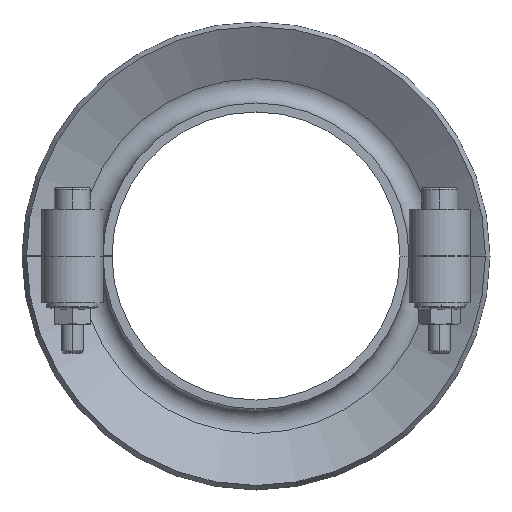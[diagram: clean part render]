
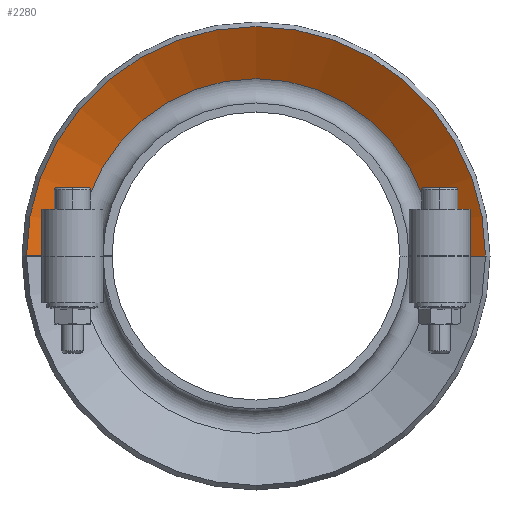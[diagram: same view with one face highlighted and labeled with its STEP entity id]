
A CAD part, left-side view. The second image highlights one B-rep face of the part: STEP entity #2280.
In plain terms, the highlighted conical face has half-angle 60 degrees and reference radius 63.75 mm.
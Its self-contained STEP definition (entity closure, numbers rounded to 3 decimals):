
#37 = CARTESIAN_POINT ( 'NONE',  ( 10.897, 0., 0. ) ) ;
#48 = EDGE_CURVE ( 'NONE', #2205, #2087, #2015, .T. ) ;
#497 = CIRCLE ( 'NONE', #6017, 63.75 ) ;
#511 = CONICAL_SURFACE ( 'NONE', #3061, 63.75, 1.047 ) ;
#631 = EDGE_CURVE ( 'NONE', #4252, #2205, #7370, .T. ) ;
#965 = CARTESIAN_POINT ( 'NONE',  ( 2.526, 0., 0. ) ) ;
#993 = CARTESIAN_POINT ( 'NONE',  ( 10.897, -49.25, 0. ) ) ;
#1249 = ORIENTED_EDGE ( 'NONE', *, *, #1341, .T. ) ;
#1341 = EDGE_CURVE ( 'NONE', #4252, #7818, #497, .T. ) ;
#1645 = AXIS2_PLACEMENT_3D ( 'NONE', #37, #6100, #2522 ) ;
#1682 = ORIENTED_EDGE ( 'NONE', *, *, #48, .F. ) ;
#1863 = CARTESIAN_POINT ( 'NONE',  ( 10.897, -49.25, 0. ) ) ;
#2015 = CIRCLE ( 'NONE', #1645, 49.25 ) ;
#2087 = VERTEX_POINT ( 'NONE', #4089 ) ;
#2205 = VERTEX_POINT ( 'NONE', #993 ) ;
#2280 = ADVANCED_FACE ( 'NONE', ( #2494 ), #511, .F. ) ;
#2460 = EDGE_LOOP ( 'NONE', ( #1682, #3359, #1249, #3312 ) ) ;
#2494 = FACE_OUTER_BOUND ( 'NONE', #2460, .T. ) ;
#2522 = DIRECTION ( 'NONE',  ( 0., -1., 0. ) ) ;
#3010 = EDGE_CURVE ( 'NONE', #7818, #2087, #5366, .T. ) ;
#3061 = AXIS2_PLACEMENT_3D ( 'NONE', #3649, #6957, #3307 ) ;
#3307 = DIRECTION ( 'NONE',  ( 0., -1., 0. ) ) ;
#3312 = ORIENTED_EDGE ( 'NONE', *, *, #3010, .T. ) ;
#3359 = ORIENTED_EDGE ( 'NONE', *, *, #631, .F. ) ;
#3649 = CARTESIAN_POINT ( 'NONE',  ( 2.526, 0., 0. ) ) ;
#3822 = VECTOR ( 'NONE', #4294, 1000. ) ;
#4089 = CARTESIAN_POINT ( 'NONE',  ( 10.897, 49.25, 0. ) ) ;
#4252 = VERTEX_POINT ( 'NONE', #7310 ) ;
#4294 = DIRECTION ( 'NONE',  ( 0.5, 0.866, 0. ) ) ;
#4577 = DIRECTION ( 'NONE',  ( -1., 0., 0. ) ) ;
#5366 = LINE ( 'NONE', #6082, #6310 ) ;
#5489 = DIRECTION ( 'NONE',  ( 0.5, -0.866, 0. ) ) ;
#6017 = AXIS2_PLACEMENT_3D ( 'NONE', #965, #4577, #7654 ) ;
#6082 = CARTESIAN_POINT ( 'NONE',  ( 10.897, 49.25, 0. ) ) ;
#6100 = DIRECTION ( 'NONE',  ( -1., 0., 0. ) ) ;
#6310 = VECTOR ( 'NONE', #5489, 1000. ) ;
#6957 = DIRECTION ( 'NONE',  ( -1., 0., 0. ) ) ;
#7310 = CARTESIAN_POINT ( 'NONE',  ( 2.526, -63.75, 0. ) ) ;
#7370 = LINE ( 'NONE', #1863, #3822 ) ;
#7654 = DIRECTION ( 'NONE',  ( 0., -1., 0. ) ) ;
#7818 = VERTEX_POINT ( 'NONE', #7909 ) ;
#7909 = CARTESIAN_POINT ( 'NONE',  ( 2.526, 63.75, 0. ) ) ;
